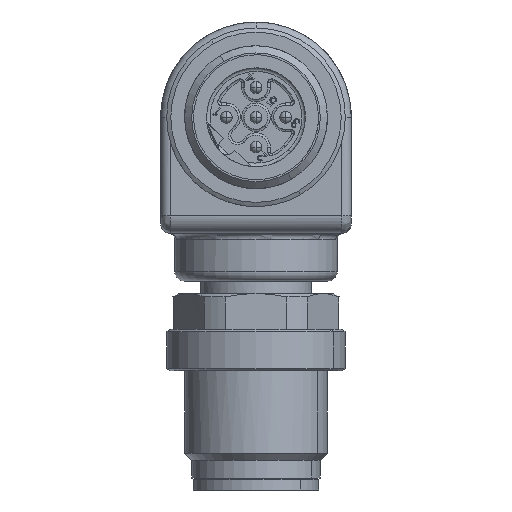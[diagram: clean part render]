
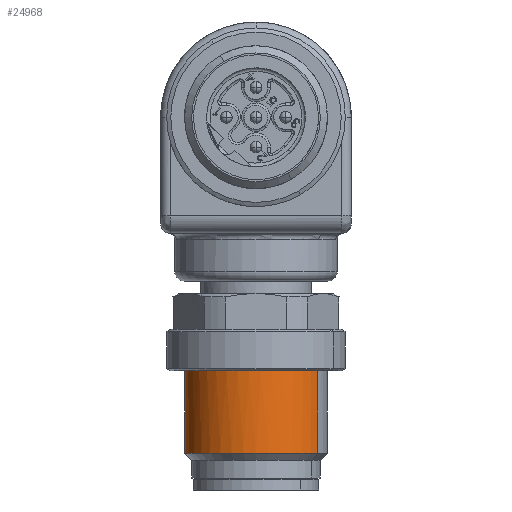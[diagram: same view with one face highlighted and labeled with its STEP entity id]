
A CAD part, front view. The second image highlights one B-rep face of the part: STEP entity #24968.
In plain terms, the highlighted cylindrical face has radius 6 mm (diameter 12 mm), a partial arc.
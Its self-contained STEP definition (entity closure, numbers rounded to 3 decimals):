
#24932=AXIS2_PLACEMENT_3D('Cylinder Axis2P3D',#24929,#24930,#24931) ;
#24943=AXIS2_PLACEMENT_3D('Circle Axis2P3D',#24941,#24942,$) ;
#24950=AXIS2_PLACEMENT_3D('Circle Axis2P3D',#24948,#24949,$) ;
#24847=CARTESIAN_POINT('Control Point',(13.196,30.3,10.)) ;
#24848=CARTESIAN_POINT('Control Point',(12.896,29.78,10.)) ;
#24849=CARTESIAN_POINT('Control Point',(12.531,29.298,10.)) ;
#24850=CARTESIAN_POINT('Control Point',(12.107,28.864,10.)) ;
#24851=CARTESIAN_POINT('Control Point',(11.161,28.112,10.)) ;
#24852=CARTESIAN_POINT('Control Point',(10.058,27.616,10.)) ;
#24853=CARTESIAN_POINT('Control Point',(9.478,27.438,10.)) ;
#24854=CARTESIAN_POINT('Control Point',(8.287,27.232,10.)) ;
#24855=CARTESIAN_POINT('Control Point',(7.081,27.325,10.)) ;
#24856=CARTESIAN_POINT('Control Point',(6.487,27.447,10.)) ;
#24857=CARTESIAN_POINT('Control Point',(5.342,27.837,10.)) ;
#24858=CARTESIAN_POINT('Control Point',(4.329,28.497,10.)) ;
#24859=CARTESIAN_POINT('Control Point',(3.866,28.889,10.)) ;
#24860=CARTESIAN_POINT('Control Point',(3.049,29.78,10.)) ;
#24861=CARTESIAN_POINT('Control Point',(2.476,30.845,10.)) ;
#24862=CARTESIAN_POINT('Control Point',(2.258,31.411,10.)) ;
#24863=CARTESIAN_POINT('Control Point',(2.078,32.136,10.)) ;
#24864=CARTESIAN_POINT('Control Point',(2.013,32.875,10.)) ;
#24865=CARTESIAN_POINT('Control Point',(2.004,33.017,10.)) ;
#24866=CARTESIAN_POINT('Control Point',(2.,33.158,10.)) ;
#24867=CARTESIAN_POINT('Control Point',(2.,33.3,10.)) ;
#24868=CARTESIAN_POINT('Vertex',(13.196,30.3,10.)) ;
#24870=CARTESIAN_POINT('Vertex',(2.,33.3,10.)) ;
#24908=CARTESIAN_POINT('Vertex',(2.804,36.3,10.)) ;
#24912=CARTESIAN_POINT('Control Point',(2.,33.3,10.)) ;
#24913=CARTESIAN_POINT('Control Point',(2.,33.9,10.)) ;
#24914=CARTESIAN_POINT('Control Point',(2.075,34.5,10.)) ;
#24915=CARTESIAN_POINT('Control Point',(2.225,35.088,10.)) ;
#24916=CARTESIAN_POINT('Control Point',(2.457,35.677,10.)) ;
#24917=CARTESIAN_POINT('Control Point',(2.762,36.226,10.)) ;
#24918=CARTESIAN_POINT('Control Point',(2.776,36.251,10.)) ;
#24919=CARTESIAN_POINT('Control Point',(2.79,36.275,10.)) ;
#24920=CARTESIAN_POINT('Control Point',(2.804,36.3,10.)) ;
#24929=CARTESIAN_POINT('Axis2P3D Location',(8.,33.3,1.)) ;
#24934=CARTESIAN_POINT('Line Origine',(2.804,36.3,1.)) ;
#24938=CARTESIAN_POINT('Vertex',(2.804,36.3,3.1)) ;
#24941=CARTESIAN_POINT('Axis2P3D Location',(8.,33.3,3.1)) ;
#24945=CARTESIAN_POINT('Vertex',(2.,33.3,3.1)) ;
#24948=CARTESIAN_POINT('Axis2P3D Location',(8.,33.3,3.1)) ;
#24952=CARTESIAN_POINT('Vertex',(13.196,30.3,3.1)) ;
#24955=CARTESIAN_POINT('Line Origine',(13.196,30.3,1.)) ;
#24930=DIRECTION('Axis2P3D Direction',(0.,-0.,-1.)) ;
#24931=DIRECTION('Axis2P3D XDirection',(0.866,-0.5,0.)) ;
#24935=DIRECTION('Vector Direction',(0.,0.,-1.)) ;
#24942=DIRECTION('Axis2P3D Direction',(0.,-0.,-1.)) ;
#24949=DIRECTION('Axis2P3D Direction',(0.,-0.,-1.)) ;
#24956=DIRECTION('Vector Direction',(0.,0.,-1.)) ;
#24936=VECTOR('Line Direction',#24935,1.) ;
#24957=VECTOR('Line Direction',#24956,1.) ;
#24961=ORIENTED_EDGE('',*,*,#24940,.F.) ;
#24962=ORIENTED_EDGE('',*,*,#24947,.F.) ;
#24963=ORIENTED_EDGE('',*,*,#24954,.F.) ;
#24964=ORIENTED_EDGE('',*,*,#24959,.F.) ;
#24965=ORIENTED_EDGE('',*,*,#24872,.T.) ;
#24966=ORIENTED_EDGE('',*,*,#24921,.T.) ;
#24968=ADVANCED_FACE('Hauptk\X2\00F6\X0\rper',(#24967),#24933,.T.) ;
#24846=B_SPLINE_CURVE_WITH_KNOTS('',5,(#24847,#24848,#24849,#24850,#24851,#24852,#24853,#24854,#24855,#24856,#24857,#24858,#24859,#24860,#24861,#24862,#24863,#24864,#24865,#24866,#24867),.UNSPECIFIED.,.F.,.U.,(6,3,3,3,3,3,6),(0.,4.252,8.504,12.756,17.009,21.261,22.264),.UNSPECIFIED.) ;
#24911=B_SPLINE_CURVE_WITH_KNOTS('',5,(#24912,#24913,#24914,#24915,#24916,#24917,#24918,#24919,#24920),.UNSPECIFIED.,.F.,.U.,(6,3,6),(0.,4.253,4.454),.UNSPECIFIED.) ;
#24944=CIRCLE('generated circle',#24943,6.) ;
#24951=CIRCLE('generated circle',#24950,6.) ;
#24933=CYLINDRICAL_SURFACE('generated cylinder',#24932,6.) ;
#24872=EDGE_CURVE('',#24869,#24871,#24846,.T.) ;
#24921=EDGE_CURVE('',#24871,#24909,#24911,.T.) ;
#24940=EDGE_CURVE('',#24939,#24909,#24937,.F.) ;
#24947=EDGE_CURVE('',#24946,#24939,#24944,.T.) ;
#24954=EDGE_CURVE('',#24953,#24946,#24951,.T.) ;
#24959=EDGE_CURVE('',#24869,#24953,#24958,.T.) ;
#24960=EDGE_LOOP('',(#24961,#24962,#24963,#24964,#24965,#24966)) ;
#24967=FACE_OUTER_BOUND('',#24960,.T.) ;
#24937=LINE('Line',#24934,#24936) ;
#24958=LINE('Line',#24955,#24957) ;
#24869=VERTEX_POINT('',#24868) ;
#24871=VERTEX_POINT('',#24870) ;
#24909=VERTEX_POINT('',#24908) ;
#24939=VERTEX_POINT('',#24938) ;
#24946=VERTEX_POINT('',#24945) ;
#24953=VERTEX_POINT('',#24952) ;
